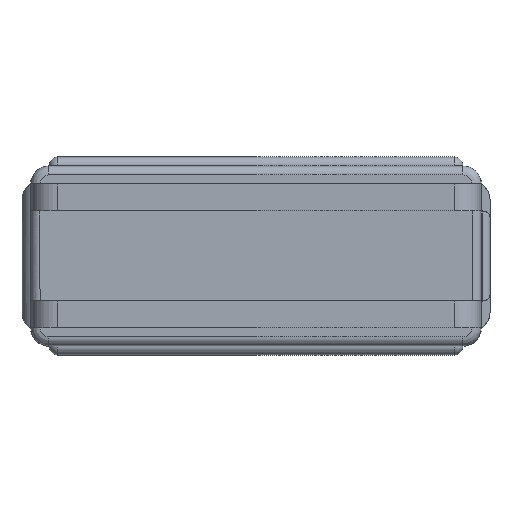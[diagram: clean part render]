
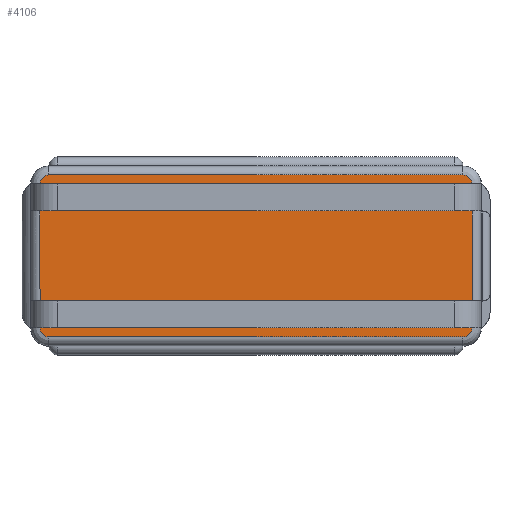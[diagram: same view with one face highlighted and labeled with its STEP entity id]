
A CAD part, top view. The second image highlights one B-rep face of the part: STEP entity #4106.
In plain terms, the highlighted planar face has unit normal (0, 0, 1).
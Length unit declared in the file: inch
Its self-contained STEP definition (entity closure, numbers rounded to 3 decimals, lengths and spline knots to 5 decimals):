
#208=PLANE('',#4502);
#534=LINE('',#7677,#903);
#547=LINE('',#7726,#916);
#548=LINE('',#7743,#917);
#549=LINE('',#7745,#918);
#550=LINE('',#7747,#919);
#551=LINE('',#7751,#920);
#552=LINE('',#7755,#921);
#553=LINE('',#7757,#922);
#554=LINE('',#7759,#923);
#555=LINE('',#7761,#924);
#556=LINE('',#7763,#925);
#557=LINE('',#7765,#926);
#558=LINE('',#7766,#927);
#559=LINE('',#7768,#928);
#560=LINE('',#7770,#929);
#561=LINE('',#7771,#930);
#903=VECTOR('',#5537,0.5);
#916=VECTOR('',#5572,0.3937);
#917=VECTOR('',#5581,0.3937);
#918=VECTOR('',#5582,0.3937);
#919=VECTOR('',#5583,0.3937);
#920=VECTOR('',#5586,0.3937);
#921=VECTOR('',#5589,0.3937);
#922=VECTOR('',#5590,0.3937);
#923=VECTOR('',#5591,0.3937);
#924=VECTOR('',#5592,0.5);
#925=VECTOR('',#5593,0.3937);
#926=VECTOR('',#5594,0.3937);
#927=VECTOR('',#5595,0.3937);
#928=VECTOR('',#5596,0.3937);
#929=VECTOR('',#5597,0.3937);
#930=VECTOR('',#5598,0.3937);
#1253=FACE_OUTER_BOUND('',#1514,.T.);
#1514=EDGE_LOOP('',(#3717,#3718,#3719,#3720,#3721,#3722,#3723,#3724,#3725,
#3726,#3727,#3728,#3729,#3730,#3731,#3732,#3733,#3734,#3735,#3736));
#1691=CIRCLE('',#4494,0.5);
#1697=CIRCLE('',#4501,0.5);
#1698=CIRCLE('',#4503,0.5);
#1699=CIRCLE('',#4504,0.5);
#2043=VERTEX_POINT('',#7674);
#2044=VERTEX_POINT('',#7676);
#2056=VERTEX_POINT('',#7714);
#2057=VERTEX_POINT('',#7716);
#2059=VERTEX_POINT('',#7722);
#2062=VERTEX_POINT('',#7737);
#2063=VERTEX_POINT('',#7742);
#2064=VERTEX_POINT('',#7744);
#2065=VERTEX_POINT('',#7746);
#2066=VERTEX_POINT('',#7748);
#2067=VERTEX_POINT('',#7750);
#2068=VERTEX_POINT('',#7752);
#2069=VERTEX_POINT('',#7754);
#2070=VERTEX_POINT('',#7756);
#2071=VERTEX_POINT('',#7758);
#2072=VERTEX_POINT('',#7760);
#2073=VERTEX_POINT('',#7762);
#2074=VERTEX_POINT('',#7764);
#2075=VERTEX_POINT('',#7767);
#2076=VERTEX_POINT('',#7769);
#2602=EDGE_CURVE('',#2043,#2044,#534,.T.);
#2618=EDGE_CURVE('',#2056,#2057,#1691,.T.);
#2623=EDGE_CURVE('',#2057,#2059,#547,.T.);
#2626=EDGE_CURVE('',#2059,#2062,#1697,.T.);
#2627=EDGE_CURVE('',#2043,#2063,#548,.T.);
#2628=EDGE_CURVE('',#2064,#2063,#549,.T.);
#2629=EDGE_CURVE('',#2064,#2065,#550,.T.);
#2630=EDGE_CURVE('',#2066,#2065,#1698,.T.);
#2631=EDGE_CURVE('',#2067,#2066,#551,.T.);
#2632=EDGE_CURVE('',#2068,#2067,#1699,.T.);
#2633=EDGE_CURVE('',#2068,#2069,#552,.T.);
#2634=EDGE_CURVE('',#2070,#2069,#553,.T.);
#2635=EDGE_CURVE('',#2070,#2071,#554,.T.);
#2636=EDGE_CURVE('',#2072,#2071,#555,.T.);
#2637=EDGE_CURVE('',#2072,#2073,#556,.T.);
#2638=EDGE_CURVE('',#2074,#2073,#557,.T.);
#2639=EDGE_CURVE('',#2074,#2062,#558,.T.);
#2640=EDGE_CURVE('',#2056,#2075,#559,.T.);
#2641=EDGE_CURVE('',#2076,#2075,#560,.T.);
#2642=EDGE_CURVE('',#2076,#2044,#561,.T.);
#3717=ORIENTED_EDGE('',*,*,#2602,.F.);
#3718=ORIENTED_EDGE('',*,*,#2627,.T.);
#3719=ORIENTED_EDGE('',*,*,#2628,.F.);
#3720=ORIENTED_EDGE('',*,*,#2629,.T.);
#3721=ORIENTED_EDGE('',*,*,#2630,.F.);
#3722=ORIENTED_EDGE('',*,*,#2631,.F.);
#3723=ORIENTED_EDGE('',*,*,#2632,.F.);
#3724=ORIENTED_EDGE('',*,*,#2633,.T.);
#3725=ORIENTED_EDGE('',*,*,#2634,.F.);
#3726=ORIENTED_EDGE('',*,*,#2635,.T.);
#3727=ORIENTED_EDGE('',*,*,#2636,.F.);
#3728=ORIENTED_EDGE('',*,*,#2637,.T.);
#3729=ORIENTED_EDGE('',*,*,#2638,.F.);
#3730=ORIENTED_EDGE('',*,*,#2639,.T.);
#3731=ORIENTED_EDGE('',*,*,#2626,.F.);
#3732=ORIENTED_EDGE('',*,*,#2623,.F.);
#3733=ORIENTED_EDGE('',*,*,#2618,.F.);
#3734=ORIENTED_EDGE('',*,*,#2640,.T.);
#3735=ORIENTED_EDGE('',*,*,#2641,.F.);
#3736=ORIENTED_EDGE('',*,*,#2642,.T.);
#4106=ADVANCED_FACE('',(#1253),#208,.T.);
#4494=AXIS2_PLACEMENT_3D('',#7717,#5561,#5562);
#4501=AXIS2_PLACEMENT_3D('',#7740,#5577,#5578);
#4502=AXIS2_PLACEMENT_3D('',#7741,#5579,#5580);
#4503=AXIS2_PLACEMENT_3D('',#7749,#5584,#5585);
#4504=AXIS2_PLACEMENT_3D('',#7753,#5587,#5588);
#5537=DIRECTION('',(0.,-1.,0.));
#5561=DIRECTION('center_axis',(0.,0.,-1.));
#5562=DIRECTION('ref_axis',(0.631,-0.776,0.));
#5572=DIRECTION('',(-1.,0.,0.));
#5577=DIRECTION('center_axis',(0.,0.,-1.));
#5578=DIRECTION('ref_axis',(-0.631,-0.776,0.));
#5579=DIRECTION('center_axis',(0.,0.,1.));
#5580=DIRECTION('ref_axis',(1.,0.,0.));
#5581=DIRECTION('',(-1.,0.,0.));
#5582=DIRECTION('',(0.,-1.,0.));
#5583=DIRECTION('',(1.,0.,0.));
#5584=DIRECTION('center_axis',(0.,0.,-1.));
#5585=DIRECTION('ref_axis',(0.631,0.776,0.));
#5586=DIRECTION('',(1.,0.,0.));
#5587=DIRECTION('center_axis',(0.,0.,-1.));
#5588=DIRECTION('ref_axis',(-0.631,0.776,0.));
#5589=DIRECTION('',(1.,0.,0.));
#5590=DIRECTION('',(0.,1.,0.));
#5591=DIRECTION('',(-1.,0.,0.));
#5592=DIRECTION('',(0.,1.,0.));
#5593=DIRECTION('',(1.,0.,0.));
#5594=DIRECTION('',(0.,1.,0.));
#5595=DIRECTION('',(-1.,0.,0.));
#5596=DIRECTION('',(-1.,0.,0.));
#5597=DIRECTION('',(0.,-1.,0.));
#5598=DIRECTION('',(1.,0.,0.));
#7674=CARTESIAN_POINT('',(24.5,7.5,11.1811));
#7676=CARTESIAN_POINT('',(24.5,2.5,11.1811));
#7677=CARTESIAN_POINT('',(24.5,0.,11.1811));
#7714=CARTESIAN_POINT('',(24.5,1.,11.1811));
#7716=CARTESIAN_POINT('',(24.,0.5,11.1811));
#7717=CARTESIAN_POINT('Origin',(24.,1.,11.1811));
#7722=CARTESIAN_POINT('',(1.,0.5,11.1811));
#7726=CARTESIAN_POINT('',(6.25,0.5,11.1811));
#7737=CARTESIAN_POINT('',(0.5,1.,11.1811));
#7740=CARTESIAN_POINT('Origin',(1.,1.,11.1811));
#7741=CARTESIAN_POINT('Origin',(12.5,5.,11.1811));
#7742=CARTESIAN_POINT('',(23.27205,7.5,11.1811));
#7743=CARTESIAN_POINT('',(6.25,7.5,11.1811));
#7744=CARTESIAN_POINT('',(23.27205,9.,11.1811));
#7745=CARTESIAN_POINT('',(23.27205,9.,11.1811));
#7746=CARTESIAN_POINT('',(24.5,9.,11.1811));
#7747=CARTESIAN_POINT('',(18.75,9.,11.1811));
#7748=CARTESIAN_POINT('',(24.,9.5,11.1811));
#7749=CARTESIAN_POINT('Origin',(24.,9.,11.1811));
#7750=CARTESIAN_POINT('',(1.,9.5,11.1811));
#7751=CARTESIAN_POINT('',(18.75,9.5,11.1811));
#7752=CARTESIAN_POINT('',(0.5,9.,11.1811));
#7753=CARTESIAN_POINT('Origin',(1.,9.,11.1811));
#7754=CARTESIAN_POINT('',(1.72795,9.,11.1811));
#7755=CARTESIAN_POINT('',(18.75,9.,11.1811));
#7756=CARTESIAN_POINT('',(1.72795,7.5,11.1811));
#7757=CARTESIAN_POINT('',(1.72795,9.,11.1811));
#7758=CARTESIAN_POINT('',(0.5,7.5,11.1811));
#7759=CARTESIAN_POINT('',(6.25,7.5,11.1811));
#7760=CARTESIAN_POINT('',(0.5,2.5,11.1811));
#7761=CARTESIAN_POINT('',(0.5,10.,11.1811));
#7762=CARTESIAN_POINT('',(1.72795,2.5,11.1811));
#7763=CARTESIAN_POINT('',(18.75,2.5,11.1811));
#7764=CARTESIAN_POINT('',(1.72795,1.,11.1811));
#7765=CARTESIAN_POINT('',(1.72795,9.,11.1811));
#7766=CARTESIAN_POINT('',(6.25,1.,11.1811));
#7767=CARTESIAN_POINT('',(23.27205,1.,11.1811));
#7768=CARTESIAN_POINT('',(6.25,1.,11.1811));
#7769=CARTESIAN_POINT('',(23.27205,2.5,11.1811));
#7770=CARTESIAN_POINT('',(23.27205,9.,11.1811));
#7771=CARTESIAN_POINT('',(18.75,2.5,11.1811));
